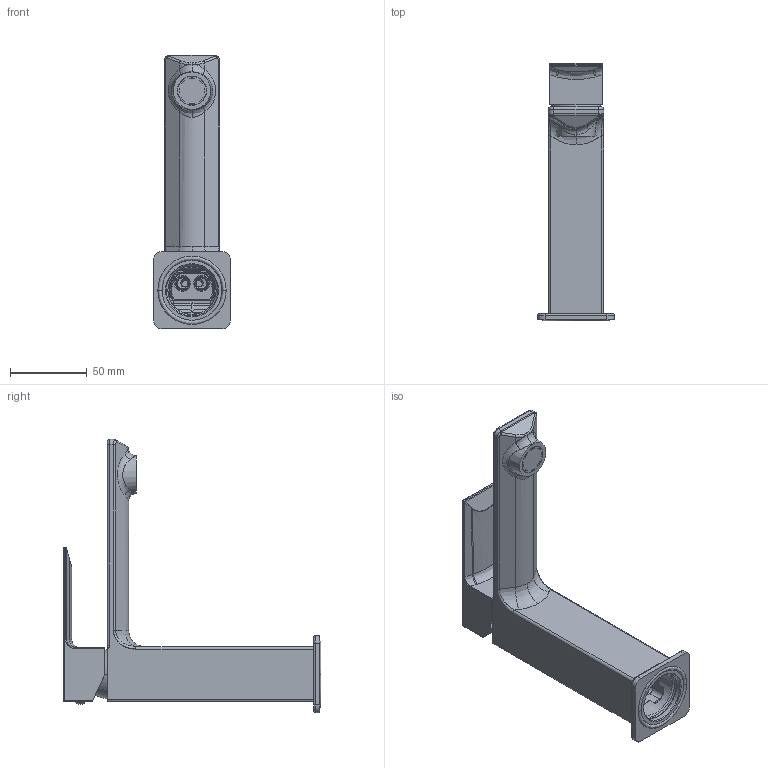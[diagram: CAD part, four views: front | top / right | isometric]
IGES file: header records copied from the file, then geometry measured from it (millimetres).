
Start section:  PTC IGES file: el071hcr.igs
Global section: file name: el071hcr.igs; native system: Creo Parametric by PTC Inc.; preprocessor: 2022124; author: alberto.gaboardi; organization: Unknown; date: 20241011.084117; units: millimetre
Bounding box: 50 x 167.53 x 178 mm (x, y, z)
Surface area: 83091.7 mm2 (no closed solid volume)
Topology: 0 solids, 0 shells, 4719 faces, 26330 edges, 26314 vertices
Faces by surface type: bspline 3733, revolution 964, extrusion 22
